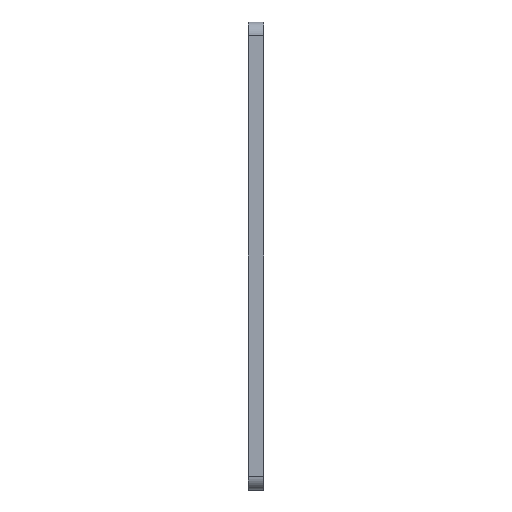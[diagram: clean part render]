
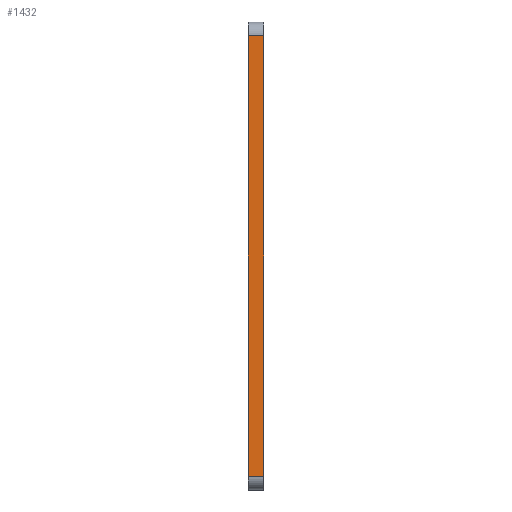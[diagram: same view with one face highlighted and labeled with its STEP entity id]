
A CAD part, left-side view. The second image highlights one B-rep face of the part: STEP entity #1432.
In plain terms, the highlighted planar face has unit normal (-1, 0, 0).
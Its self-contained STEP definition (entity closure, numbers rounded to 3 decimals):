
#212 = DIRECTION ( 'NONE',  ( 0., 0., 1. ) ) ;
#229 = CARTESIAN_POINT ( 'NONE',  ( -65., 0., 56.5 ) ) ;
#253 = LINE ( 'NONE', #2397, #2478 ) ;
#580 = EDGE_CURVE ( 'NONE', #1004, #1110, #704, .T. ) ;
#633 = VERTEX_POINT ( 'NONE', #720 ) ;
#704 = LINE ( 'NONE', #976, #3098 ) ;
#720 = CARTESIAN_POINT ( 'NONE',  ( -65., 0., -56.5 ) ) ;
#725 = CARTESIAN_POINT ( 'NONE',  ( -65., 0., -60. ) ) ;
#834 = EDGE_CURVE ( 'NONE', #1380, #633, #253, .T. ) ;
#964 = CARTESIAN_POINT ( 'NONE',  ( -65., 0., -56.5 ) ) ;
#976 = CARTESIAN_POINT ( 'NONE',  ( -65., 4., 60. ) ) ;
#1004 = VERTEX_POINT ( 'NONE', #1268 ) ;
#1110 = VERTEX_POINT ( 'NONE', #1507 ) ;
#1268 = CARTESIAN_POINT ( 'NONE',  ( -65., 4., 56.5 ) ) ;
#1380 = VERTEX_POINT ( 'NONE', #229 ) ;
#1432 = ADVANCED_FACE ( 'NONE', ( #2020 ), #3060, .T. ) ;
#1507 = CARTESIAN_POINT ( 'NONE',  ( -65., 4., -56.5 ) ) ;
#1564 = ORIENTED_EDGE ( 'NONE', *, *, #2431, .T. ) ;
#1692 = ORIENTED_EDGE ( 'NONE', *, *, #1749, .T. ) ;
#1697 = ORIENTED_EDGE ( 'NONE', *, *, #834, .F. ) ;
#1709 = LINE ( 'NONE', #964, #2920 ) ;
#1749 = EDGE_CURVE ( 'NONE', #1110, #633, #1709, .T. ) ;
#1845 = ORIENTED_EDGE ( 'NONE', *, *, #580, .T. ) ;
#1984 = DIRECTION ( 'NONE',  ( 0., 0., -1. ) ) ;
#1987 = EDGE_LOOP ( 'NONE', ( #1697, #1564, #1845, #1692 ) ) ;
#2020 = FACE_OUTER_BOUND ( 'NONE', #1987, .T. ) ;
#2084 = DIRECTION ( 'NONE',  ( 0., 0., -1. ) ) ;
#2213 = DIRECTION ( 'NONE',  ( 0., 1., 0. ) ) ;
#2397 = CARTESIAN_POINT ( 'NONE',  ( -65., 0., 60. ) ) ;
#2431 = EDGE_CURVE ( 'NONE', #1380, #1004, #3270, .T. ) ;
#2478 = VECTOR ( 'NONE', #2084, 1000. ) ;
#2540 = DIRECTION ( 'NONE',  ( -1., 0., 0. ) ) ;
#2542 = VECTOR ( 'NONE', #2213, 1000. ) ;
#2643 = AXIS2_PLACEMENT_3D ( 'NONE', #725, #2540, #212 ) ;
#2920 = VECTOR ( 'NONE', #3067, 1000. ) ;
#3060 = PLANE ( 'NONE',  #2643 ) ;
#3067 = DIRECTION ( 'NONE',  ( 0., -1., 0. ) ) ;
#3088 = CARTESIAN_POINT ( 'NONE',  ( -65., 0., 56.5 ) ) ;
#3098 = VECTOR ( 'NONE', #1984, 1000. ) ;
#3270 = LINE ( 'NONE', #3088, #2542 ) ;
